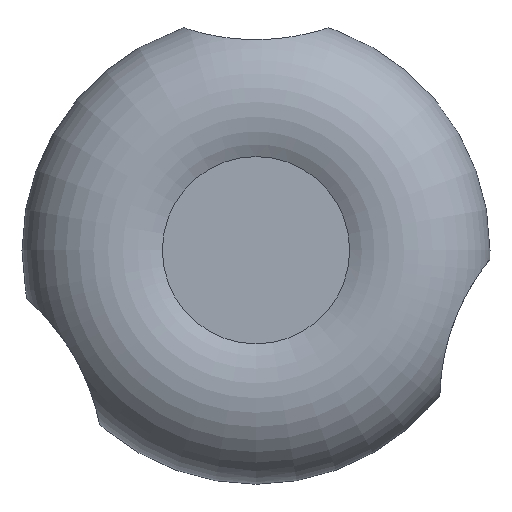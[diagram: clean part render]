
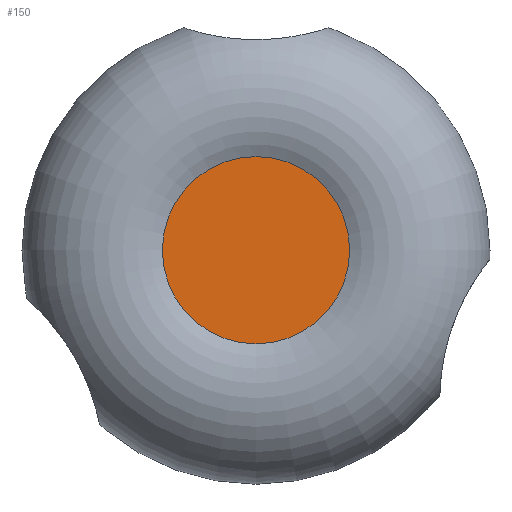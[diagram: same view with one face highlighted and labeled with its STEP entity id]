
A CAD part, top view. The second image highlights one B-rep face of the part: STEP entity #150.
In plain terms, the highlighted planar face has unit normal (0, 0, 1).
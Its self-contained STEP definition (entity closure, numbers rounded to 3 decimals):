
#150 = ADVANCED_FACE( '', ( #331 ), #332, .F. );
#331 = FACE_OUTER_BOUND( '', #535, .T. );
#332 = PLANE( '', #536 );
#535 = EDGE_LOOP( '', ( #912 ) );
#536 = AXIS2_PLACEMENT_3D( '', #913, #914, #915 );
#912 = ORIENTED_EDGE( '', *, *, #1201, .T. );
#913 = CARTESIAN_POINT( '', ( 0., 10., 31.66 ) );
#914 = DIRECTION( '', ( 0., 0., -1. ) );
#915 = DIRECTION( '', ( 0., 1., 0. ) );
#1201 = EDGE_CURVE( '', #1447, #1447, #1448, .T. );
#1447 = VERTEX_POINT( '', #2157 );
#1448 = CIRCLE( '', #2158, 10. );
#2157 = CARTESIAN_POINT( '', ( 0., -10., 31.66 ) );
#2158 = AXIS2_PLACEMENT_3D( '', #2734, #2735, #2736 );
#2734 = CARTESIAN_POINT( '', ( 0., 0., 31.66 ) );
#2735 = DIRECTION( '', ( 0., 0., 1. ) );
#2736 = DIRECTION( '', ( 0., -1., 0. ) );
